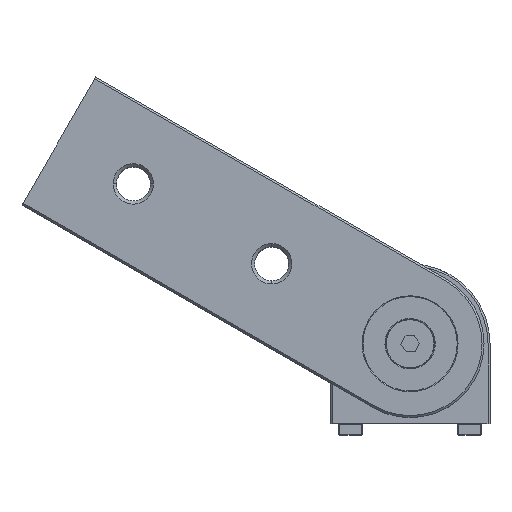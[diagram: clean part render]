
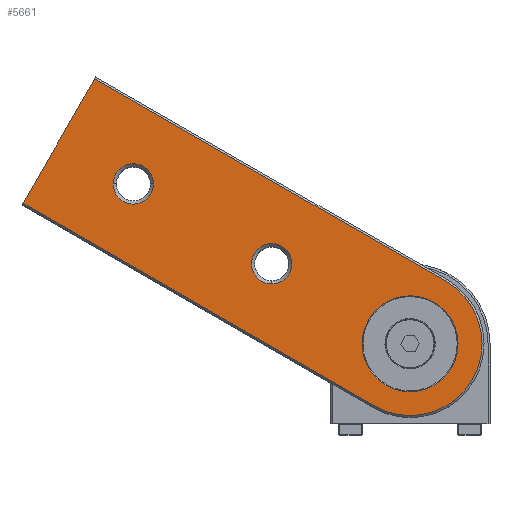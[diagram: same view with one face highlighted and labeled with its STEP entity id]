
A CAD part, top view. The second image highlights one B-rep face of the part: STEP entity #5661.
In plain terms, the highlighted planar face has unit normal (0, 0, 1).
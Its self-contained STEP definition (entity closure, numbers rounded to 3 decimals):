
#115 = CARTESIAN_POINT ( 'NONE',  ( -96.902, 55.162, 26.3 ) ) ;
#394 = EDGE_CURVE ( 'NONE', #13133, #3435, #12511, .T. ) ;
#539 = DIRECTION ( 'NONE',  ( 0., 0., 1. ) ) ;
#664 = CARTESIAN_POINT ( 'NONE',  ( -34.641, 45.05, 26.3 ) ) ;
#698 = FACE_BOUND ( 'NONE', #11522, .T. ) ;
#883 = FACE_OUTER_BOUND ( 'NONE', #11300, .T. ) ;
#942 = DIRECTION ( 'NONE',  ( 0., 0., -1. ) ) ;
#1110 = DIRECTION ( 'NONE',  ( 0., 0., -1. ) ) ;
#1476 = DIRECTION ( 'NONE',  ( 0., -1., 0. ) ) ;
#1954 = EDGE_LOOP ( 'NONE', ( #3511, #6609 ) ) ;
#1957 = CIRCLE ( 'NONE', #8853, 5.05 ) ;
#2299 = DIRECTION ( 'NONE',  ( 0.866, -0.5, 0. ) ) ;
#2383 = AXIS2_PLACEMENT_3D ( 'NONE', #7424, #1110, #12586 ) ;
#2523 = LINE ( 'NONE', #115, #3006 ) ;
#2524 = AXIS2_PLACEMENT_3D ( 'NONE', #13165, #10005, #1476 ) ;
#2695 = ORIENTED_EDGE ( 'NONE', *, *, #9210, .T. ) ;
#2721 = DIRECTION ( 'NONE',  ( 0., -1., 0. ) ) ;
#3006 = VECTOR ( 'NONE', #2299, 1000. ) ;
#3203 = DIRECTION ( 'NONE',  ( 0., -1., 0. ) ) ;
#3435 = VERTEX_POINT ( 'NONE', #6231 ) ;
#3511 = ORIENTED_EDGE ( 'NONE', *, *, #11862, .T. ) ;
#3788 = VERTEX_POINT ( 'NONE', #12486 ) ;
#3956 = CIRCLE ( 'NONE', #7330, 5.05 ) ;
#4071 = CARTESIAN_POINT ( 'NONE',  ( -9., 4.412, 26.3 ) ) ;
#4450 = EDGE_CURVE ( 'NONE', #12107, #13178, #5670, .T. ) ;
#4524 = CARTESIAN_POINT ( 'NONE',  ( -74.332, 60., 26.3 ) ) ;
#4610 = EDGE_CURVE ( 'NONE', #6940, #3788, #9138, .T. ) ;
#4757 = DIRECTION ( 'NONE',  ( -0.866, 0.5, 0. ) ) ;
#4854 = VERTEX_POINT ( 'NONE', #5377 ) ;
#4878 = AXIS2_PLACEMENT_3D ( 'NONE', #6029, #10254, #7043 ) ;
#5083 = VECTOR ( 'NONE', #10069, 1000. ) ;
#5227 = CARTESIAN_POINT ( 'NONE',  ( 0., 20., 26.3 ) ) ;
#5377 = CARTESIAN_POINT ( 'NONE',  ( 9., 35.588, 26.3 ) ) ;
#5378 = ORIENTED_EDGE ( 'NONE', *, *, #9758, .T. ) ;
#5473 = VECTOR ( 'NONE', #4757, 1000. ) ;
#5661 = ADVANCED_FACE ( 'NONE', ( #8948, #13271, #698, #883 ), #10552, .T. ) ;
#5670 = CIRCLE ( 'NONE', #4878, 5.05 ) ;
#5753 = EDGE_CURVE ( 'NONE', #6260, #11037, #2523, .T. ) ;
#6029 = CARTESIAN_POINT ( 'NONE',  ( -34.641, 40., 26.3 ) ) ;
#6231 = CARTESIAN_POINT ( 'NONE',  ( -64.232, 60., 26.3 ) ) ;
#6260 = VERTEX_POINT ( 'NONE', #12595 ) ;
#6532 = DIRECTION ( 'NONE',  ( 0., -1., 0. ) ) ;
#6609 = ORIENTED_EDGE ( 'NONE', *, *, #394, .T. ) ;
#6740 = VERTEX_POINT ( 'NONE', #11697 ) ;
#6835 = CARTESIAN_POINT ( 'NONE',  ( 0., 20., 26.3 ) ) ;
#6940 = VERTEX_POINT ( 'NONE', #9941 ) ;
#6947 = CARTESIAN_POINT ( 'NONE',  ( -34.641, 40., 26.3 ) ) ;
#6964 = ORIENTED_EDGE ( 'NONE', *, *, #13177, .T. ) ;
#7043 = DIRECTION ( 'NONE',  ( 0., -1., 0. ) ) ;
#7086 = DIRECTION ( 'NONE',  ( 0., 0., -1. ) ) ;
#7177 = DIRECTION ( 'NONE',  ( 0., 0., -1. ) ) ;
#7238 = CARTESIAN_POINT ( 'NONE',  ( 0., 20., 26.3 ) ) ;
#7330 = AXIS2_PLACEMENT_3D ( 'NONE', #13530, #7177, #10638 ) ;
#7357 = DIRECTION ( 'NONE',  ( 0., 0., 1. ) ) ;
#7424 = CARTESIAN_POINT ( 'NONE',  ( -69.282, 60., 26.3 ) ) ;
#7789 = CARTESIAN_POINT ( 'NONE',  ( 9., 35.588, 26.3 ) ) ;
#7858 = ORIENTED_EDGE ( 'NONE', *, *, #5753, .T. ) ;
#7892 = LINE ( 'NONE', #13363, #5083 ) ;
#7941 = AXIS2_PLACEMENT_3D ( 'NONE', #5227, #7357, #3203 ) ;
#8101 = EDGE_CURVE ( 'NONE', #6260, #6740, #7892, .T. ) ;
#8103 = ORIENTED_EDGE ( 'NONE', *, *, #4610, .T. ) ;
#8117 = ORIENTED_EDGE ( 'NONE', *, *, #9709, .T. ) ;
#8812 = CIRCLE ( 'NONE', #2524, 12. ) ;
#8853 = AXIS2_PLACEMENT_3D ( 'NONE', #6947, #7086, #2721 ) ;
#8948 = FACE_BOUND ( 'NONE', #9255, .T. ) ;
#9138 = CIRCLE ( 'NONE', #9856, 12. ) ;
#9210 = EDGE_CURVE ( 'NONE', #3788, #6940, #8812, .T. ) ;
#9255 = EDGE_LOOP ( 'NONE', ( #6964, #10526 ) ) ;
#9709 = EDGE_CURVE ( 'NONE', #11037, #4854, #13116, .T. ) ;
#9758 = EDGE_CURVE ( 'NONE', #4854, #6740, #11101, .T. ) ;
#9856 = AXIS2_PLACEMENT_3D ( 'NONE', #7238, #942, #6532 ) ;
#9927 = ORIENTED_EDGE ( 'NONE', *, *, #8101, .F. ) ;
#9941 = CARTESIAN_POINT ( 'NONE',  ( 0., 32., 26.3 ) ) ;
#9988 = DIRECTION ( 'NONE',  ( -1., 0., 0. ) ) ;
#10005 = DIRECTION ( 'NONE',  ( 0., 0., -1. ) ) ;
#10069 = DIRECTION ( 'NONE',  ( 0.5, 0.866, 0. ) ) ;
#10254 = DIRECTION ( 'NONE',  ( 0., 0., -1. ) ) ;
#10526 = ORIENTED_EDGE ( 'NONE', *, *, #4450, .T. ) ;
#10552 = PLANE ( 'NONE',  #7941 ) ;
#10638 = DIRECTION ( 'NONE',  ( 1., 0., 0. ) ) ;
#11037 = VERTEX_POINT ( 'NONE', #4071 ) ;
#11101 = LINE ( 'NONE', #7789, #5473 ) ;
#11255 = AXIS2_PLACEMENT_3D ( 'NONE', #6835, #539, #9988 ) ;
#11300 = EDGE_LOOP ( 'NONE', ( #9927, #7858, #8117, #5378 ) ) ;
#11522 = EDGE_LOOP ( 'NONE', ( #2695, #8103 ) ) ;
#11697 = CARTESIAN_POINT ( 'NONE',  ( -78.902, 86.338, 26.3 ) ) ;
#11862 = EDGE_CURVE ( 'NONE', #3435, #13133, #3956, .T. ) ;
#12107 = VERTEX_POINT ( 'NONE', #664 ) ;
#12486 = CARTESIAN_POINT ( 'NONE',  ( 0., 8., 26.3 ) ) ;
#12511 = CIRCLE ( 'NONE', #2383, 5.05 ) ;
#12586 = DIRECTION ( 'NONE',  ( 1., 0., 0. ) ) ;
#12595 = CARTESIAN_POINT ( 'NONE',  ( -96.902, 55.162, 26.3 ) ) ;
#13116 = CIRCLE ( 'NONE', #11255, 18. ) ;
#13133 = VERTEX_POINT ( 'NONE', #4524 ) ;
#13165 = CARTESIAN_POINT ( 'NONE',  ( 0., 20., 26.3 ) ) ;
#13177 = EDGE_CURVE ( 'NONE', #13178, #12107, #1957, .T. ) ;
#13178 = VERTEX_POINT ( 'NONE', #13353 ) ;
#13271 = FACE_BOUND ( 'NONE', #1954, .T. ) ;
#13353 = CARTESIAN_POINT ( 'NONE',  ( -34.641, 34.95, 26.3 ) ) ;
#13363 = CARTESIAN_POINT ( 'NONE',  ( -78.652, 86.771, 26.3 ) ) ;
#13530 = CARTESIAN_POINT ( 'NONE',  ( -69.282, 60., 26.3 ) ) ;
